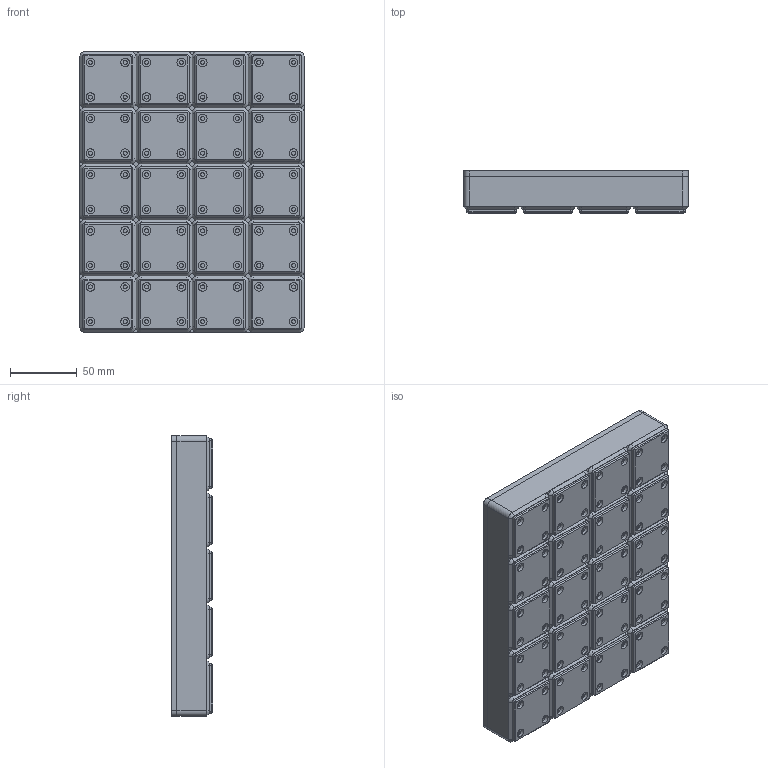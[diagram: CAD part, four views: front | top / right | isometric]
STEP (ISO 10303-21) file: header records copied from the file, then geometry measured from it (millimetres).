
FILE_DESCRIPTION(/* description */ (''),/* implementation_level */ '2;1');
FILE_NAME(/* name */ 'Gridfinity Wera micro 13 screwdrivers 5x4 (v.2) v8.step',/* time_stamp */ '2023-04-13T16:20:57+02:00',/* author */ (''),/* organization */ (''),/* preprocessor_version */ 'ST-DEVELOPER v19.2',/* originating_system */ 'Autodesk Translation Framework v11.17.0.187',/* authorisation */ '');
FILE_SCHEMA (('AUTOMOTIVE_DESIGN { 1 0 10303 214 3 1 1 }'));
Products named in the file (2): Gridfinity Wera micro 13 screwdrivers 5x4 (v.2); Brickan
Assembly tree (1 placements, depth 2):
  Gridfinity Wera micro 13 screwdrivers 5x4 (v.2)
    Brickan
Bounding box: 168 x 31.38 x 210 mm (x, y, z)
Volume: 265674.2 mm3; surface area: 217080.5 mm2
Topology: 48 solids, 48 shells, 1825 faces, 4152 edges, 2536 vertices
Faces by surface type: plane 768, cylinder 555, bspline 208, cone 164, sphere 104, torus 26
Full cylindrical faces by diameter (mm): 3 x80, 6.5 x80
Entity records: 59470 total; most frequent: CARTESIAN_POINT 18578, DIRECTION 8352, ORIENTED_EDGE 8304, EDGE_CURVE 4152, AXIS2_PLACEMENT_3D 2996, VERTEX_POINT 2536, LINE 2360, VECTOR 2360
